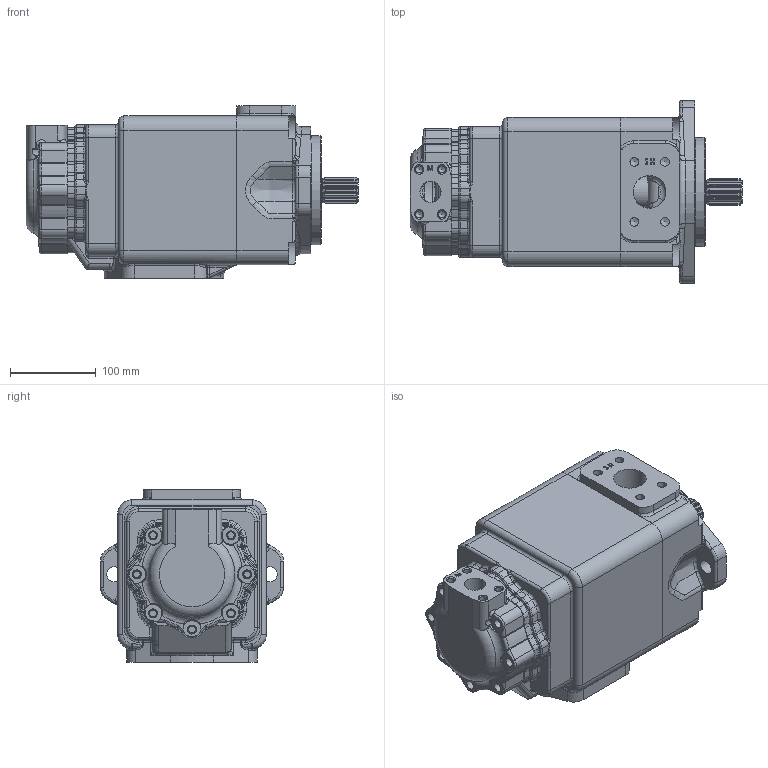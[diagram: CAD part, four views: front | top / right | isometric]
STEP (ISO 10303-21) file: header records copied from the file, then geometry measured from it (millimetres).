
FILE_DESCRIPTION(/* description */ ('Unknown'),/* implementation_level */ '2;1');
FILE_NAME(/* name */ 'T7EBS...01 (M0) Shaft 3',/* time_stamp */ '2025-10-08T18:01:50+02:00',/* author */ ('Unknown'),/* organization */ ('Unknown'),/* preprocessor_version */ 'ST-DEVELOPER v16.7',/* originating_system */ 'Solid Edge',/* authorisation */ 'Unknown');
FILE_SCHEMA (('AUTOMOTIVE_DESIGN {1 0 10303 214 3 1 1}'));
Products named in the file (8): T7EBS...01 (M0) Shaft 3; 034_66734_T6ECY_Center; 034_71327; 034_66735; Ass_034_71315_&_230_03208_T6EC; 034_71315_T6EC_3; 230_03208_0__40x80x18; 034_70866
Assembly tree (8 placements, depth 3):
  T7EBS...01 (M0) Shaft 3
    034_66734_T6ECY_Center
    034_71327
    034_66735
    Ass_034_71315_&_230_03208_T6EC
      034_71315_T6EC_3
      230_03208_0__40x80x18
      034_70866  x2
Bounding box: 386.69 x 213 x 200.79 mm (x, y, z)
Volume: 5240691.1 mm3; surface area: 589674.4 mm2
Topology: 23 solids, 23 shells, 2607 faces, 6738 edges, 4143 vertices
Faces by surface type: plane 873, cylinder 684, torus 478, cone 387, bspline 163, sphere 22
Full cylindrical faces by diameter (mm): 3 x2, 5.008 x1, 7.805 x8, 8.2 x1, 8.376 x4, 10.106 x4, 10.5 x7, 13.376 x4, 14.376 x4, 17.5 x6, 18.415 x1, 22.225 x1, 24.65 x1, 26.55 x1, 31.7 x1, 36.91 x1, 38.1 x1, 39.8 x1, 40 x1, 40.013 x1, 41.326 x1, 52.6 x2, 52.83 x1, 60.274 x1, 61.95 x1, 67.9 x2, 72.39 x1, 76.2 x2, 79.375 x1, 80 x4
Entity records: 87010 total; most frequent: CARTESIAN_POINT 24637, ORIENTED_EDGE 12796, DIRECTION 11037, EDGE_CURVE 6398, AXIS2_PLACEMENT_3D 4518, VERTEX_POINT 4066, FACE_BOUND 2876, EDGE_LOOP 2841
